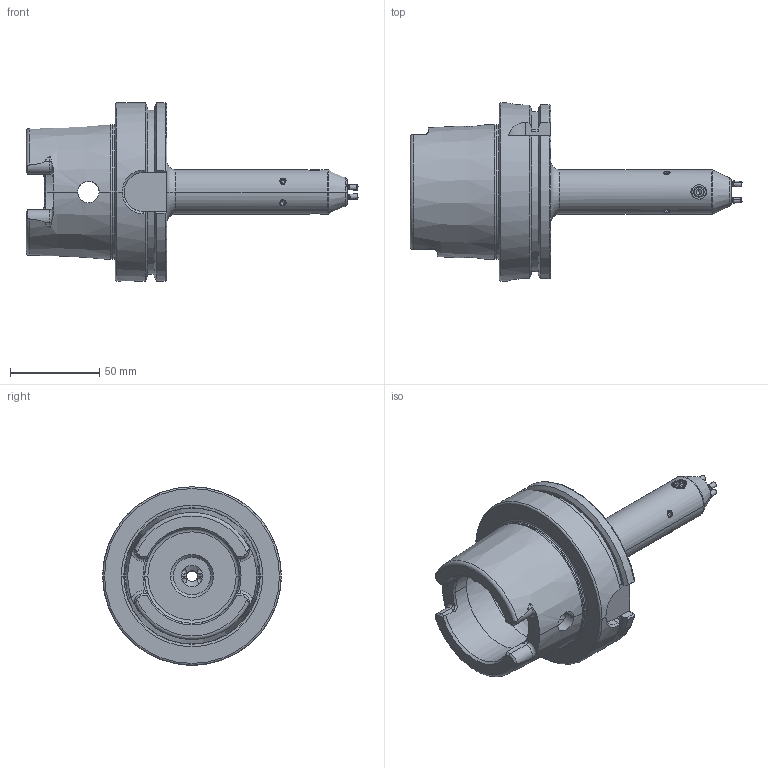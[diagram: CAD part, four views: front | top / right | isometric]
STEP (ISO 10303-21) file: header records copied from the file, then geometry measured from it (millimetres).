
FILE_DESCRIPTION (( 'STEP AP203' ), '1' );
FILE_NAME ('FWA100H-EKH06130.STEP', '2024-01-06T05:30:32', ( '' ), ( '' ), 'SwSTEP 2.0', 'SolidWorks 2023', '' );
FILE_SCHEMA (( 'CONFIG_CONTROL_DESIGN' ));
Length unit declared in the file: millimetre
Products named in the file (6): HSKA100EK06130WW; GS-M3X5; FWA100H-EKH06130; GS-M4X4_DIN 913 - M4 x 4-N; GS-M6X10-DIN1835-B
Assembly tree (11 placements, depth 3):
  FWA100H-EKH06130
    HSKA100EK06130WW
      HSKA100EK06130WW
      GS-M6X10-DIN1835-B
      GS-M3X5  x4
      GS-M4X4_DIN 913 - M4 x 4-N  x4
Bounding box: 186.13 x 100 x 100 mm (x, y, z)
Volume: 292693.6 mm3; surface area: 62607.2 mm2
Topology: 10 solids, 10 shells, 511 faces, 1287 edges, 790 vertices
Faces by surface type: cone 185, plane 161, cylinder 120, torus 33, bspline 10, sphere 2
Entity records: 12038 total; most frequent: CARTESIAN_POINT 4035, ORIENTED_EDGE 1542, DIRECTION 1504, EDGE_CURVE 771, AXIS2_PLACEMENT_3D 602, VERTEX_POINT 475, EDGE_LOOP 328, ADVANCED_FACE 304
